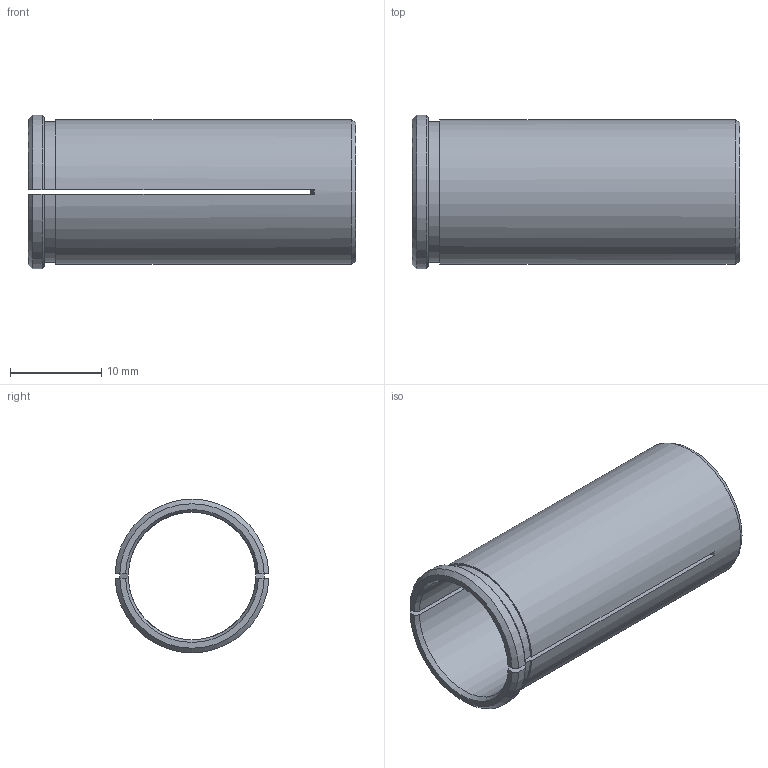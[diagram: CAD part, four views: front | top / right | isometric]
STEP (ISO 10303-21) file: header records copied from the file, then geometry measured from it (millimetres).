
FILE_DESCRIPTION(/* description */ ('REDUCTION BUSHING'),/* implementation_level */ '2;1');
FILE_NAME(/* name */ '62RB-14MM.stp',/* time_stamp */ '2020-06-15T14:02:23-04:00',/* author */ ('jsmall'),/* organization */ (''),/* preprocessor_version */ 'ST-DEVELOPER v17',/* originating_system */ 'Autodesk Inventor 2018',/* authorisation */ '');
FILE_SCHEMA (('AUTOMOTIVE_DESIGN { 1 0 10303 214 3 1 1 }'));
Length unit declared in the file: millimetre
Products named in the file (1): 62RB-14MM
Bounding box: 36 x 16.88 x 16.89 mm (x, y, z)
Volume: 1561.5 mm3; surface area: 3543.3 mm2
Topology: 1 solids, 1 shells, 27 faces, 80 edges, 54 vertices
Faces by surface type: plane 11, cylinder 8, cone 8
Full cylindrical faces by diameter (mm): 14.006 x1, 15.87 x1
Entity records: 1015 total; most frequent: CARTESIAN_POINT 185, ORIENTED_EDGE 160, DIRECTION 160, EDGE_CURVE 80, AXIS2_PLACEMENT_3D 58, VERTEX_POINT 54, LINE 44, VECTOR 44
